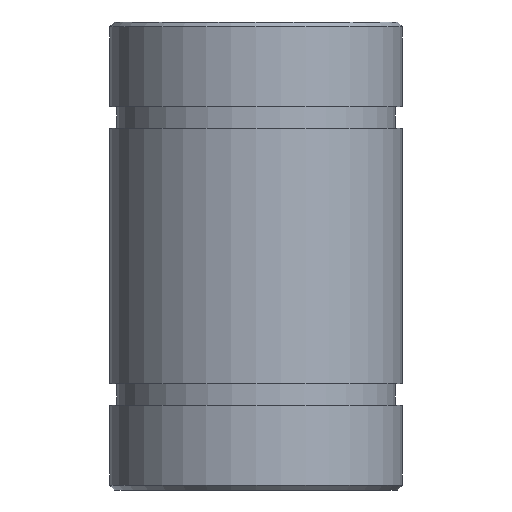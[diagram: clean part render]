
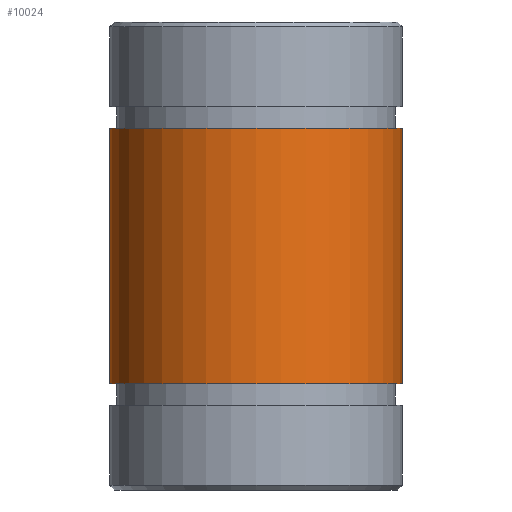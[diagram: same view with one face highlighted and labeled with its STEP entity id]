
A CAD part, front view. The second image highlights one B-rep face of the part: STEP entity #10024.
In plain terms, the highlighted cylindrical face has radius 7.5 mm (diameter 15 mm), a partial arc.
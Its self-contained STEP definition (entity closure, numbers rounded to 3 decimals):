
#591 = CARTESIAN_POINT ( 'NONE',  ( 7.5, 0., 12. ) ) ;
#839 = CARTESIAN_POINT ( 'NONE',  ( -7.5, 0., 12. ) ) ;
#891 = DIRECTION ( 'NONE',  ( 0., 0., 1. ) ) ;
#915 = CARTESIAN_POINT ( 'NONE',  ( 0., 0., 12. ) ) ;
#1480 = AXIS2_PLACEMENT_3D ( 'NONE', #3423, #891, #7626 ) ;
#2452 = EDGE_CURVE ( 'NONE', #4884, #7109, #2645, .T. ) ;
#2477 = CARTESIAN_POINT ( 'NONE',  ( 0., 0., 6.55 ) ) ;
#2623 = CYLINDRICAL_SURFACE ( 'NONE', #8469, 7.5 ) ;
#2645 = LINE ( 'NONE', #839, #2766 ) ;
#2720 = AXIS2_PLACEMENT_3D ( 'NONE', #2477, #10766, #5761 ) ;
#2766 = VECTOR ( 'NONE', #6695, 1000. ) ;
#3237 = ORIENTED_EDGE ( 'NONE', *, *, #2452, .F. ) ;
#3293 = FACE_OUTER_BOUND ( 'NONE', #8948, .T. ) ;
#3423 = CARTESIAN_POINT ( 'NONE',  ( 0., 0., -6.55 ) ) ;
#4541 = LINE ( 'NONE', #591, #6351 ) ;
#4724 = ORIENTED_EDGE ( 'NONE', *, *, #7847, .T. ) ;
#4884 = VERTEX_POINT ( 'NONE', #5956 ) ;
#5329 = EDGE_CURVE ( 'NONE', #5421, #7279, #4541, .T. ) ;
#5421 = VERTEX_POINT ( 'NONE', #8095 ) ;
#5761 = DIRECTION ( 'NONE',  ( 1., 0., 0. ) ) ;
#5797 = ORIENTED_EDGE ( 'NONE', *, *, #8471, .F. ) ;
#5956 = CARTESIAN_POINT ( 'NONE',  ( -7.5, 0., -6.55 ) ) ;
#5991 = DIRECTION ( 'NONE',  ( 1., 0., 0. ) ) ;
#6351 = VECTOR ( 'NONE', #9785, 1000. ) ;
#6468 = ORIENTED_EDGE ( 'NONE', *, *, #5329, .T. ) ;
#6573 = CIRCLE ( 'NONE', #1480, 7.5 ) ;
#6695 = DIRECTION ( 'NONE',  ( 0., 0., 1. ) ) ;
#7109 = VERTEX_POINT ( 'NONE', #7771 ) ;
#7279 = VERTEX_POINT ( 'NONE', #7420 ) ;
#7420 = CARTESIAN_POINT ( 'NONE',  ( 7.5, 0., 6.55 ) ) ;
#7626 = DIRECTION ( 'NONE',  ( 1., 0., 0. ) ) ;
#7771 = CARTESIAN_POINT ( 'NONE',  ( -7.5, 0., 6.55 ) ) ;
#7847 = EDGE_CURVE ( 'NONE', #4884, #5421, #6573, .T. ) ;
#8095 = CARTESIAN_POINT ( 'NONE',  ( 7.5, 0., -6.55 ) ) ;
#8446 = DIRECTION ( 'NONE',  ( 0., 0., 1. ) ) ;
#8469 = AXIS2_PLACEMENT_3D ( 'NONE', #915, #8446, #5991 ) ;
#8471 = EDGE_CURVE ( 'NONE', #7109, #7279, #8651, .T. ) ;
#8651 = CIRCLE ( 'NONE', #2720, 7.5 ) ;
#8948 = EDGE_LOOP ( 'NONE', ( #3237, #4724, #6468, #5797 ) ) ;
#9785 = DIRECTION ( 'NONE',  ( 0., 0., 1. ) ) ;
#10024 = ADVANCED_FACE ( 'NONE', ( #3293 ), #2623, .T. ) ;
#10766 = DIRECTION ( 'NONE',  ( 0., 0., 1. ) ) ;
